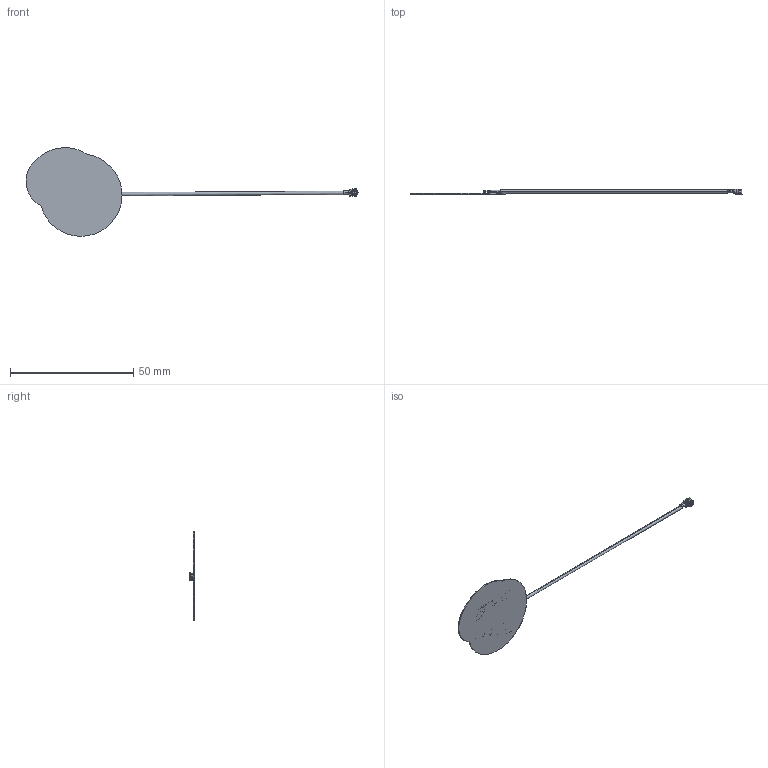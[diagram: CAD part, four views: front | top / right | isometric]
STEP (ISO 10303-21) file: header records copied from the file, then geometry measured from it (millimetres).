
FILE_DESCRIPTION (( 'STEP AP214' ), '1' );
FILE_NAME ('FXP611.07.0092C_Web.STEP', '2022-03-15T15:29:58', ( '' ), ( '' ), 'SwSTEP 2.0', 'SolidWorks 2018', '' );
FILE_SCHEMA (( 'AUTOMOTIVE_DESIGN' ));
Length unit declared in the file: millimetre
Products named in the file (1): FXP611.07.0092C_Web
Bounding box: 134.43 x 2.11 x 35.93 mm (x, y, z)
Surface area: 2649.4 mm2 (no closed solid volume)
Topology: 0 solids, 59 shells, 233 faces, 1428 edges, 1229 vertices
Faces by surface type: plane 162, cylinder 44, bspline 27
Entity records: 20165 total; most frequent: CARTESIAN_POINT 7936, ORIENTED_EDGE 1764, DIRECTION 1531, EDGE_CURVE 1428, VERTEX_POINT 1229, LINE 859, VECTOR 859, B_SPLINE_CURVE_WITH_KNOTS 436
